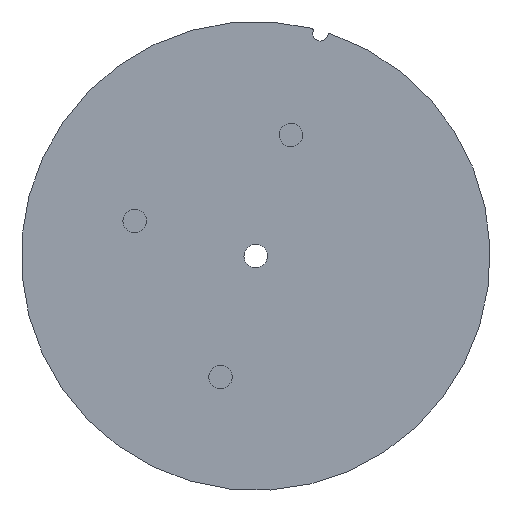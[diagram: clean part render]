
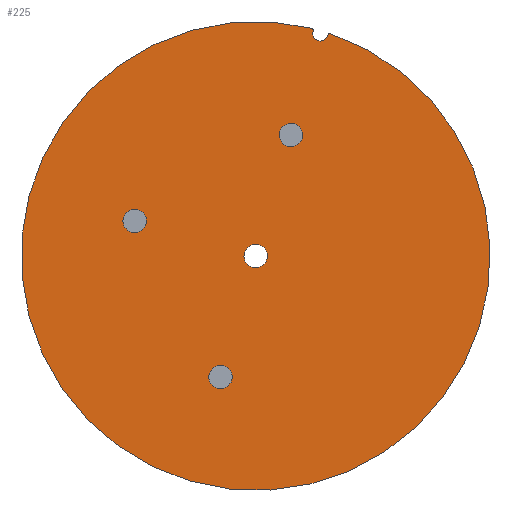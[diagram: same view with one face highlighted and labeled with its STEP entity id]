
A CAD part, front view. The second image highlights one B-rep face of the part: STEP entity #225.
In plain terms, the highlighted planar face has unit normal (0, -1, 0).
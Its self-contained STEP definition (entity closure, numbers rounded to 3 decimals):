
#16=FACE_BOUND('',#51,.T.);
#17=FACE_BOUND('',#52,.T.);
#18=FACE_BOUND('',#53,.T.);
#19=FACE_BOUND('',#54,.T.);
#24=PLANE('',#279);
#36=FACE_OUTER_BOUND('',#50,.T.);
#50=EDGE_LOOP('',(#191,#192,#193,#194));
#51=EDGE_LOOP('',(#195,#196));
#52=EDGE_LOOP('',(#197,#198));
#53=EDGE_LOOP('',(#199,#200));
#54=EDGE_LOOP('',(#201));
#72=CIRCLE('',#248,10.);
#73=CIRCLE('',#249,10.);
#76=CIRCLE('',#254,10.);
#77=CIRCLE('',#255,10.);
#80=CIRCLE('',#260,10.);
#81=CIRCLE('',#261,10.);
#89=CIRCLE('',#272,2.);
#90=CIRCLE('',#274,200.);
#91=CIRCLE('',#276,2.);
#92=CIRCLE('',#278,6.5);
#93=CIRCLE('',#280,10.);
#94=VERTEX_POINT('',#364);
#95=VERTEX_POINT('',#365);
#98=VERTEX_POINT('',#375);
#99=VERTEX_POINT('',#376);
#102=VERTEX_POINT('',#386);
#103=VERTEX_POINT('',#387);
#111=VERTEX_POINT('',#408);
#112=VERTEX_POINT('',#410);
#113=VERTEX_POINT('',#414);
#114=VERTEX_POINT('',#418);
#115=VERTEX_POINT('',#424);
#116=EDGE_CURVE('',#94,#95,#72,.T.);
#117=EDGE_CURVE('',#95,#94,#73,.T.);
#121=EDGE_CURVE('',#98,#99,#76,.T.);
#122=EDGE_CURVE('',#99,#98,#77,.T.);
#126=EDGE_CURVE('',#102,#103,#80,.T.);
#127=EDGE_CURVE('',#103,#102,#81,.T.);
#137=EDGE_CURVE('',#111,#112,#89,.T.);
#140=EDGE_CURVE('',#111,#113,#90,.T.);
#142=EDGE_CURVE('',#114,#113,#91,.T.);
#143=EDGE_CURVE('',#114,#112,#92,.T.);
#144=EDGE_CURVE('',#115,#115,#93,.T.);
#191=ORIENTED_EDGE('',*,*,#142,.F.);
#192=ORIENTED_EDGE('',*,*,#143,.T.);
#193=ORIENTED_EDGE('',*,*,#137,.F.);
#194=ORIENTED_EDGE('',*,*,#140,.T.);
#195=ORIENTED_EDGE('',*,*,#116,.T.);
#196=ORIENTED_EDGE('',*,*,#117,.T.);
#197=ORIENTED_EDGE('',*,*,#121,.T.);
#198=ORIENTED_EDGE('',*,*,#122,.T.);
#199=ORIENTED_EDGE('',*,*,#126,.T.);
#200=ORIENTED_EDGE('',*,*,#127,.T.);
#201=ORIENTED_EDGE('',*,*,#144,.T.);
#225=ADVANCED_FACE('',(#36,#16,#17,#18,#19),#24,.F.);
#248=AXIS2_PLACEMENT_3D('',#366,#286,#287);
#249=AXIS2_PLACEMENT_3D('',#367,#288,#289);
#254=AXIS2_PLACEMENT_3D('',#377,#299,#300);
#255=AXIS2_PLACEMENT_3D('',#378,#301,#302);
#260=AXIS2_PLACEMENT_3D('',#388,#312,#313);
#261=AXIS2_PLACEMENT_3D('',#389,#314,#315);
#272=AXIS2_PLACEMENT_3D('',#411,#338,#339);
#274=AXIS2_PLACEMENT_3D('',#416,#344,#345);
#276=AXIS2_PLACEMENT_3D('',#420,#349,#350);
#278=AXIS2_PLACEMENT_3D('',#422,#353,#354);
#279=AXIS2_PLACEMENT_3D('',#423,#355,#356);
#280=AXIS2_PLACEMENT_3D('',#425,#357,#358);
#286=DIRECTION('center_axis',(0.,1.,0.));
#287=DIRECTION('ref_axis',(0.96,0.,-0.279));
#288=DIRECTION('center_axis',(0.,1.,0.));
#289=DIRECTION('ref_axis',(0.96,0.,-0.279));
#299=DIRECTION('center_axis',(0.,1.,0.));
#300=DIRECTION('ref_axis',(0.96,0.,-0.279));
#301=DIRECTION('center_axis',(0.,1.,0.));
#302=DIRECTION('ref_axis',(0.96,0.,-0.279));
#312=DIRECTION('center_axis',(0.,1.,0.));
#313=DIRECTION('ref_axis',(0.96,0.,-0.279));
#314=DIRECTION('center_axis',(0.,1.,0.));
#315=DIRECTION('ref_axis',(0.96,0.,-0.279));
#338=DIRECTION('center_axis',(0.,1.,0.));
#339=DIRECTION('ref_axis',(0.871,0.,0.491));
#344=DIRECTION('center_axis',(0.,-1.,0.));
#345=DIRECTION('ref_axis',(0.96,0.,-0.28));
#349=DIRECTION('center_axis',(0.,1.,0.));
#350=DIRECTION('ref_axis',(-0.472,0.,0.882));
#353=DIRECTION('center_axis',(0.,1.,0.));
#354=DIRECTION('ref_axis',(-0.96,0.,0.28));
#355=DIRECTION('center_axis',(0.,1.,0.));
#356=DIRECTION('ref_axis',(0.,0.,1.));
#357=DIRECTION('center_axis',(0.,1.,0.));
#358=DIRECTION('ref_axis',(0.96,0.,-0.28));
#364=CARTESIAN_POINT('',(-20.395,0.556,-106.02));
#365=CARTESIAN_POINT('',(-39.601,0.556,-100.439));
#366=CARTESIAN_POINT('Origin',(-29.998,0.556,-103.23));
#367=CARTESIAN_POINT('Origin',(-29.998,0.556,-103.23));
#375=CARTESIAN_POINT('',(-93.627,0.556,27.207));
#376=CARTESIAN_POINT('',(-112.833,0.556,32.788));
#377=CARTESIAN_POINT('Origin',(-103.23,0.556,29.998));
#378=CARTESIAN_POINT('Origin',(-103.23,0.556,29.998));
#386=CARTESIAN_POINT('',(39.601,0.556,100.439));
#387=CARTESIAN_POINT('',(20.395,0.556,106.02));
#388=CARTESIAN_POINT('Origin',(29.998,0.556,103.23));
#389=CARTESIAN_POINT('Origin',(29.998,0.556,103.23));
#408=CARTESIAN_POINT('',(47.515,0.556,194.274));
#410=CARTESIAN_POINT('',(48.949,0.556,191.733));
#411=CARTESIAN_POINT('Origin',(47.04,0.556,192.331));
#414=CARTESIAN_POINT('',(64.001,0.556,189.483));
#416=CARTESIAN_POINT('Origin',(0.,0.556,0.));
#418=CARTESIAN_POINT('',(61.43,0.556,188.107));
#420=CARTESIAN_POINT('Origin',(63.361,0.556,187.588));
#422=CARTESIAN_POINT('Origin',(55.152,0.556,189.791));
#423=CARTESIAN_POINT('Origin',(0.,0.556,0.));
#424=CARTESIAN_POINT('',(-9.599,0.556,2.803));
#425=CARTESIAN_POINT('Origin',(0.,0.556,0.));
